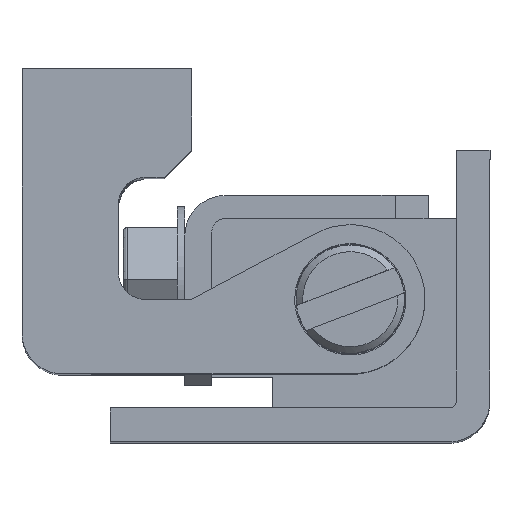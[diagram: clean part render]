
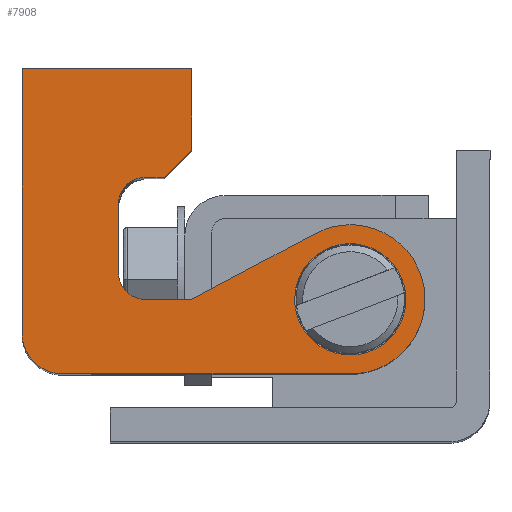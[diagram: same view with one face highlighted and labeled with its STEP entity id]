
A CAD part, top view. The second image highlights one B-rep face of the part: STEP entity #7908.
In plain terms, the highlighted free-form (B-spline) face has degree [1, 1] with [2, 2] control points.
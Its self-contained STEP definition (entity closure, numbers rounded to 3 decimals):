
#6646=CARTESIAN_POINT('',(0.322,-4.087,67.8));
#6647=VERTEX_POINT('',#6646);
#6653=CARTESIAN_POINT('',(4.1,0.,67.8));
#6654=VERTEX_POINT('',#6653);
#6655=CARTESIAN_POINT('',(4.1,0.,67.8));
#6656=CARTESIAN_POINT('',(4.1,-3.79,67.8));
#6657=CARTESIAN_POINT('',(0.322,-4.087,67.8));
#6665=(BOUNDED_CURVE()B_SPLINE_CURVE(2,(#6655,#6656,#6657),.UNSPECIFIED.,.F.,.U.)B_SPLINE_CURVE_WITH_KNOTS((3,3),(0.0,0.236),.UNSPECIFIED.)CURVE()GEOMETRIC_REPRESENTATION_ITEM()RATIONAL_B_SPLINE_CURVE((1.0,0.723,0.97))REPRESENTATION_ITEM(''));
#6666=EDGE_CURVE('',#6654,#6647,#6665,.T.);
#6668=CARTESIAN_POINT('',(-0.322,4.087,67.8));
#6669=VERTEX_POINT('',#6668);
#6670=CARTESIAN_POINT('',(-0.322,4.087,67.8));
#6671=CARTESIAN_POINT('',(-0.161,4.1,67.8));
#6672=CARTESIAN_POINT('',(0.0,4.1,67.8));
#6673=CARTESIAN_POINT('',(4.1,4.1,67.8));
#6674=CARTESIAN_POINT('',(4.1,0.,67.8));
#6682=(BOUNDED_CURVE()B_SPLINE_CURVE(2,(#6670,#6671,#6672,#6673,#6674),.UNSPECIFIED.,.F.,.U.)B_SPLINE_CURVE_WITH_KNOTS((3,2,3),(0.736,0.75,1.0),.UNSPECIFIED.)CURVE()GEOMETRIC_REPRESENTATION_ITEM()RATIONAL_B_SPLINE_CURVE((0.97,0.984,1.0,0.707,1.0))REPRESENTATION_ITEM(''));
#6683=EDGE_CURVE('',#6669,#6654,#6682,.T.);
#6759=CARTESIAN_POINT('',(-4.1,0.,67.8));
#6760=VERTEX_POINT('',#6759);
#6761=CARTESIAN_POINT('',(-4.1,0.,67.8));
#6762=CARTESIAN_POINT('',(-4.1,3.79,67.8));
#6763=CARTESIAN_POINT('',(-0.322,4.087,67.8));
#6771=(BOUNDED_CURVE()B_SPLINE_CURVE(2,(#6761,#6762,#6763),.UNSPECIFIED.,.F.,.U.)B_SPLINE_CURVE_WITH_KNOTS((3,3),(0.5,0.736),.UNSPECIFIED.)CURVE()GEOMETRIC_REPRESENTATION_ITEM()RATIONAL_B_SPLINE_CURVE((1.0,0.723,0.97))REPRESENTATION_ITEM(''));
#6772=EDGE_CURVE('',#6760,#6669,#6771,.T.);
#6774=CARTESIAN_POINT('',(0.322,-4.087,67.8));
#6775=CARTESIAN_POINT('',(0.161,-4.1,67.8));
#6776=CARTESIAN_POINT('',(0.0,-4.1,67.8));
#6777=CARTESIAN_POINT('',(-4.1,-4.1,67.8));
#6778=CARTESIAN_POINT('',(-4.1,0.,67.8));
#6786=(BOUNDED_CURVE()B_SPLINE_CURVE(2,(#6774,#6775,#6776,#6777,#6778),.UNSPECIFIED.,.F.,.U.)B_SPLINE_CURVE_WITH_KNOTS((3,2,3),(0.236,0.25,0.5),.UNSPECIFIED.)CURVE()GEOMETRIC_REPRESENTATION_ITEM()RATIONAL_B_SPLINE_CURVE((0.97,0.984,1.0,0.707,1.0))REPRESENTATION_ITEM(''));
#6787=EDGE_CURVE('',#6647,#6760,#6786,.T.);
#7768=CARTESIAN_POINT('',(-25.684,-6.624,67.8));
#7769=CARTESIAN_POINT('',(6.983,-6.624,67.8));
#7770=CARTESIAN_POINT('',(-25.684,18.124,67.8));
#7771=CARTESIAN_POINT('',(6.983,18.124,67.8));
#7772=B_SPLINE_SURFACE_WITH_KNOTS('',1,1,((#7768,#7770),(#7769,#7771)),.UNSPECIFIED.,.F.,.F.,.U.,(2,2),(2,2),(0.0,32.667),(0.0,24.748),.UNSPECIFIED.);
#7773=CARTESIAN_POINT('',(-2.585,4.854,67.8));
#7774=VERTEX_POINT('',#7773);
#7775=CARTESIAN_POINT('',(0.,-5.5,67.8));
#7776=VERTEX_POINT('',#7775);
#7777=CARTESIAN_POINT('',(-2.585,4.854,67.8));
#7778=CARTESIAN_POINT('',(0.773,6.643,67.8));
#7779=CARTESIAN_POINT('',(3.63,4.132,67.8));
#7780=CARTESIAN_POINT('',(6.488,1.62,67.8));
#7781=CARTESIAN_POINT('',(5.147,-1.94,67.8));
#7782=CARTESIAN_POINT('',(3.805,-5.5,67.8));
#7783=CARTESIAN_POINT('',(0.,-5.5,67.8));
#7791=(BOUNDED_CURVE()B_SPLINE_CURVE(2,(#7777,#7778,#7779,#7780,#7781,#7782,#7783),.UNSPECIFIED.,.F.,.U.)B_SPLINE_CURVE_WITH_KNOTS((3,2,2,3),(0.0,0.333,0.667,1.0),.UNSPECIFIED.)CURVE()GEOMETRIC_REPRESENTATION_ITEM()RATIONAL_B_SPLINE_CURVE((1.0,0.822,1.0,0.822,1.0,0.822,1.0))REPRESENTATION_ITEM(''));
#7792=EDGE_CURVE('',#7774,#7776,#7791,.T.);
#7793=ORIENTED_EDGE('',*,*,#7792,.F.);
#7794=CARTESIAN_POINT('',(-11.7,0.,67.8));
#7795=VERTEX_POINT('',#7794);
#7796=CARTESIAN_POINT('',(-11.7,0.,67.8));
#7797=CARTESIAN_POINT('',(-2.585,4.854,67.8));
#7798=QUASI_UNIFORM_CURVE('',1,(#7796,#7797),.UNSPECIFIED.,.F.,.U.);
#7799=EDGE_CURVE('',#7795,#7774,#7798,.T.);
#7800=ORIENTED_EDGE('',*,*,#7799,.F.);
#7801=CARTESIAN_POINT('',(-15.1,0.,67.8));
#7802=VERTEX_POINT('',#7801);
#7803=CARTESIAN_POINT('',(-15.1,0.,67.8));
#7804=CARTESIAN_POINT('',(-11.7,0.,67.8));
#7805=QUASI_UNIFORM_CURVE('',1,(#7803,#7804),.UNSPECIFIED.,.F.,.U.);
#7806=EDGE_CURVE('',#7802,#7795,#7805,.T.);
#7807=ORIENTED_EDGE('',*,*,#7806,.F.);
#7808=CARTESIAN_POINT('',(-17.1,2.,67.8));
#7809=VERTEX_POINT('',#7808);
#7810=CARTESIAN_POINT('',(-15.1,0.,67.8));
#7811=CARTESIAN_POINT('',(-17.1,0.,67.8));
#7812=CARTESIAN_POINT('',(-17.1,2.,67.8));
#7820=(BOUNDED_CURVE()B_SPLINE_CURVE(2,(#7810,#7811,#7812),.UNSPECIFIED.,.F.,.U.)CURVE()GEOMETRIC_REPRESENTATION_ITEM()QUASI_UNIFORM_CURVE()RATIONAL_B_SPLINE_CURVE((1.0,0.707,1.0))REPRESENTATION_ITEM(''));
#7821=EDGE_CURVE('',#7802,#7809,#7820,.T.);
#7822=ORIENTED_EDGE('',*,*,#7821,.T.);
#7823=CARTESIAN_POINT('',(-17.1,7.,67.8));
#7824=VERTEX_POINT('',#7823);
#7825=CARTESIAN_POINT('',(-17.1,7.,67.8));
#7826=CARTESIAN_POINT('',(-17.1,2.,67.8));
#7827=QUASI_UNIFORM_CURVE('',1,(#7825,#7826),.UNSPECIFIED.,.F.,.U.);
#7828=EDGE_CURVE('',#7824,#7809,#7827,.T.);
#7829=ORIENTED_EDGE('',*,*,#7828,.F.);
#7830=CARTESIAN_POINT('',(-15.1,9.,67.8));
#7831=VERTEX_POINT('',#7830);
#7832=CARTESIAN_POINT('',(-17.1,7.,67.8));
#7833=CARTESIAN_POINT('',(-17.1,9.,67.8));
#7834=CARTESIAN_POINT('',(-15.1,9.,67.8));
#7842=(BOUNDED_CURVE()B_SPLINE_CURVE(2,(#7832,#7833,#7834),.UNSPECIFIED.,.F.,.U.)CURVE()GEOMETRIC_REPRESENTATION_ITEM()QUASI_UNIFORM_CURVE()RATIONAL_B_SPLINE_CURVE((1.0,0.707,1.0))REPRESENTATION_ITEM(''));
#7843=EDGE_CURVE('',#7824,#7831,#7842,.T.);
#7844=ORIENTED_EDGE('',*,*,#7843,.T.);
#7845=CARTESIAN_POINT('',(-13.7,9.,67.8));
#7846=VERTEX_POINT('',#7845);
#7847=CARTESIAN_POINT('',(-13.7,9.,67.8));
#7848=CARTESIAN_POINT('',(-15.1,9.,67.8));
#7849=QUASI_UNIFORM_CURVE('',1,(#7847,#7848),.UNSPECIFIED.,.F.,.U.);
#7850=EDGE_CURVE('',#7846,#7831,#7849,.T.);
#7851=ORIENTED_EDGE('',*,*,#7850,.F.);
#7852=CARTESIAN_POINT('',(-11.7,11.,67.8));
#7853=VERTEX_POINT('',#7852);
#7854=CARTESIAN_POINT('',(-11.7,11.,67.8));
#7855=CARTESIAN_POINT('',(-13.7,9.,67.8));
#7856=QUASI_UNIFORM_CURVE('',1,(#7854,#7855),.UNSPECIFIED.,.F.,.U.);
#7857=EDGE_CURVE('',#7853,#7846,#7856,.T.);
#7858=ORIENTED_EDGE('',*,*,#7857,.F.);
#7859=CARTESIAN_POINT('',(-11.7,17.,67.8));
#7860=VERTEX_POINT('',#7859);
#7861=CARTESIAN_POINT('',(-11.7,17.,67.8));
#7862=CARTESIAN_POINT('',(-11.7,11.,67.8));
#7863=QUASI_UNIFORM_CURVE('',1,(#7861,#7862),.UNSPECIFIED.,.F.,.U.);
#7864=EDGE_CURVE('',#7860,#7853,#7863,.T.);
#7865=ORIENTED_EDGE('',*,*,#7864,.F.);
#7866=CARTESIAN_POINT('',(-24.2,17.,67.8));
#7867=VERTEX_POINT('',#7866);
#7868=CARTESIAN_POINT('',(-24.2,17.,67.8));
#7869=CARTESIAN_POINT('',(-11.7,17.,67.8));
#7870=QUASI_UNIFORM_CURVE('',1,(#7868,#7869),.UNSPECIFIED.,.F.,.U.);
#7871=EDGE_CURVE('',#7867,#7860,#7870,.T.);
#7872=ORIENTED_EDGE('',*,*,#7871,.F.);
#7873=CARTESIAN_POINT('',(-24.2,-2.5,67.8));
#7874=VERTEX_POINT('',#7873);
#7875=CARTESIAN_POINT('',(-24.2,-2.5,67.8));
#7876=CARTESIAN_POINT('',(-24.2,17.,67.8));
#7877=QUASI_UNIFORM_CURVE('',1,(#7875,#7876),.UNSPECIFIED.,.F.,.U.);
#7878=EDGE_CURVE('',#7874,#7867,#7877,.T.);
#7879=ORIENTED_EDGE('',*,*,#7878,.F.);
#7880=CARTESIAN_POINT('',(-21.2,-5.5,67.8));
#7881=VERTEX_POINT('',#7880);
#7882=CARTESIAN_POINT('',(-21.2,-5.5,67.8));
#7883=CARTESIAN_POINT('',(-24.2,-5.5,67.8));
#7884=CARTESIAN_POINT('',(-24.2,-2.5,67.8));
#7892=(BOUNDED_CURVE()B_SPLINE_CURVE(2,(#7882,#7883,#7884),.UNSPECIFIED.,.F.,.U.)CURVE()GEOMETRIC_REPRESENTATION_ITEM()QUASI_UNIFORM_CURVE()RATIONAL_B_SPLINE_CURVE((1.0,0.707,1.0))REPRESENTATION_ITEM(''));
#7893=EDGE_CURVE('',#7881,#7874,#7892,.T.);
#7894=ORIENTED_EDGE('',*,*,#7893,.F.);
#7895=CARTESIAN_POINT('',(0.,-5.5,67.8));
#7896=CARTESIAN_POINT('',(-21.2,-5.5,67.8));
#7897=QUASI_UNIFORM_CURVE('',1,(#7895,#7896),.UNSPECIFIED.,.F.,.U.);
#7898=EDGE_CURVE('',#7776,#7881,#7897,.T.);
#7899=ORIENTED_EDGE('',*,*,#7898,.F.);
#7900=EDGE_LOOP('',(#7793,#7800,#7807,#7822,#7829,#7844,#7851,#7858,#7865,#7872,#7879,#7894,#7899));
#7901=FACE_OUTER_BOUND('',#7900,.T.);
#7902=ORIENTED_EDGE('',*,*,#6772,.T.);
#7903=ORIENTED_EDGE('',*,*,#6683,.T.);
#7904=ORIENTED_EDGE('',*,*,#6666,.T.);
#7905=ORIENTED_EDGE('',*,*,#6787,.T.);
#7906=EDGE_LOOP('',(#7902,#7903,#7904,#7905));
#7907=FACE_BOUND('',#7906,.T.);
#7908=ADVANCED_FACE('',(#7901,#7907),#7772,.T.);
